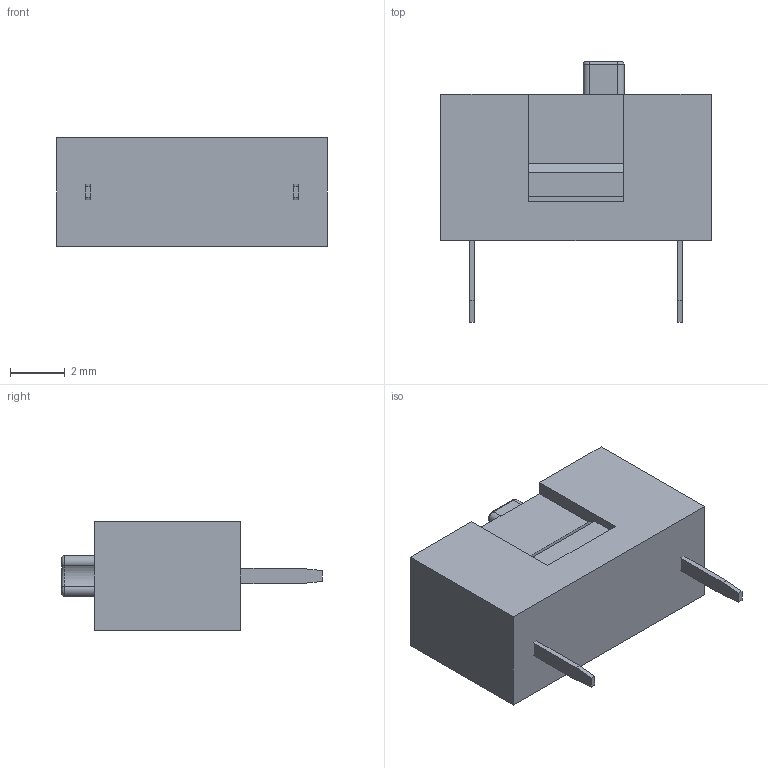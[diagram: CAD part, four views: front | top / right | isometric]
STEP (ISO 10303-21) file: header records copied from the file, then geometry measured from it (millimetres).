
FILE_DESCRIPTION (( 'STEP AP214' ), '1' );
FILE_NAME ('CUI_DEVICES_DS01-254-S-01BE.step', '2020-10-27T14:14:19', ( '' ), ( '' ), 'SwSTEP 2.0', 'SolidWorks 2020', '' );
FILE_SCHEMA (( 'AUTOMOTIVE_DESIGN' ));
Length unit declared in the file: inch
Products named in the file (1): CUI_DEVICES_DS01-254-S-01BE
Bounding box: 9.9 x 9.55 x 3.96 mm (x, y, z)
Volume: 204.2 mm3; surface area: 257.9 mm2
Topology: 3 solids, 3 shells, 57 faces, 136 edges, 86 vertices
Faces by surface type: plane 43, cylinder 8, torus 6
Entity records: 2130 total; most frequent: DIRECTION 280, CARTESIAN_POINT 280, ORIENTED_EDGE 272, EDGE_CURVE 136, VECTOR 108, LINE 108, AXIS2_PLACEMENT_3D 86, VERTEX_POINT 86
